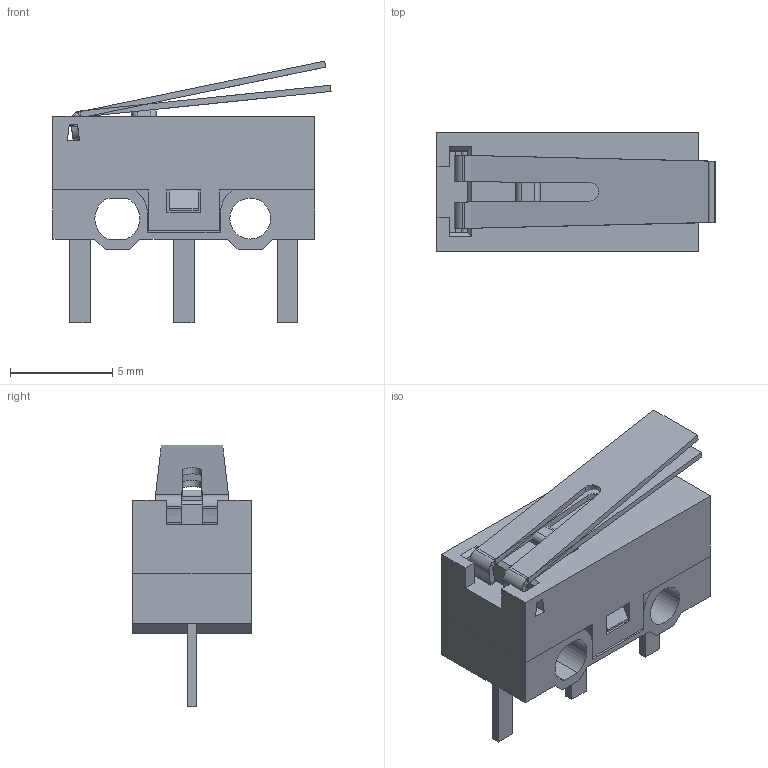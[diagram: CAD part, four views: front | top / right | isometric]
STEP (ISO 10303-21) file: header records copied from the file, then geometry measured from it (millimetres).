
FILE_DESCRIPTION(/* description */ ('Unknown'),/* implementation_level */ '2;1');
FILE_NAME(/* name */ 'SW_Wurth_WS-MITV_463092370402',/* time_stamp */ '2025-04-24T17:35:51+08:00',/* author */ ('Unknown'),/* organization */ ('Unknown'),/* preprocessor_version */ 'ST-DEVELOPER v19.4',/* originating_system */ 'Solid Edge',/* authorisation */ 'Unknown');
FILE_SCHEMA (('AUTOMOTIVE_DESIGN {1 0 10303 214 3 1 1}'));
Length unit declared in the file: millimetre
Products named in the file (2): SW_Wurth_WS-MITV_463092370402
Assembly tree (1 placements, depth 2):
  SW_Wurth_WS-MITV_463092370402
    SW_Wurth_WS-MITV_463092370402
Bounding box: 13.6 x 5.8 x 12.8 mm (x, y, z)
Volume: 296.8 mm3; surface area: 1047.3 mm2
Topology: 9 solids, 9 shells, 248 faces, 653 edges, 424 vertices
Faces by surface type: plane 199, cylinder 37, torus 8, bspline 4
Full cylindrical faces by diameter (mm): 2 x1
Entity records: 7681 total; most frequent: CARTESIAN_POINT 1426, ORIENTED_EDGE 1304, DIRECTION 1202, EDGE_CURVE 652, LINE 546, VECTOR 546, VERTEX_POINT 424, AXIS2_PLACEMENT_3D 328
